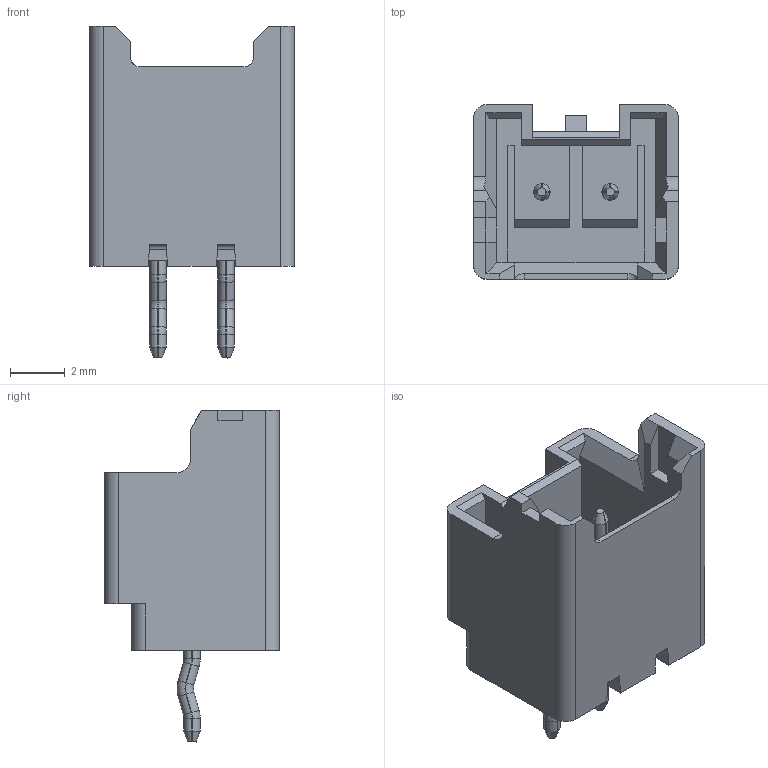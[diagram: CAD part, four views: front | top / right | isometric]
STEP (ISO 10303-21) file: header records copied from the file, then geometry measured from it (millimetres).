
FILE_DESCRIPTION(/* description */ (''),/* implementation_level */ '2;1');
FILE_NAME(/* name */ '589-02-3-0-xx.stp',/* time_stamp */ '2025-10-30T08:14:27+01:00',/* author */ ('andreas.larin'),/* organization */ (''),/* preprocessor_version */ 'ST-DEVELOPER v20',/* originating_system */ 'Autodesk Inventor 2025',/* authorisation */ '');
FILE_SCHEMA (('AUTOMOTIVE_DESIGN { 1 0 10303 214 3 1 1 }'));
Length unit declared in the file: millimetre
Products named in the file (1): 589-02-3-0-xx
Bounding box: 7.5 x 6.4 x 12.16 mm (x, y, z)
Volume: 167.5 mm3; surface area: 474.6 mm2
Topology: 1 solids, 1 shells, 293 faces, 724 edges, 438 vertices
Faces by surface type: plane 188, cylinder 63, torus 24, cone 18
Entity records: 8831 total; most frequent: DIRECTION 1484, CARTESIAN_POINT 1456, ORIENTED_EDGE 1448, EDGE_CURVE 724, LINE 552, VECTOR 552, AXIS2_PLACEMENT_3D 466, VERTEX_POINT 438
